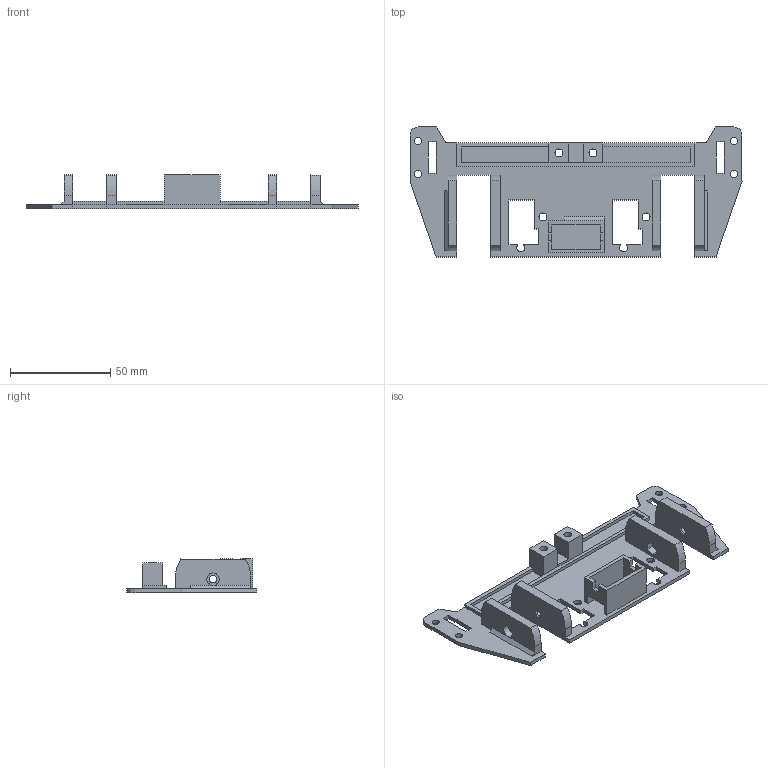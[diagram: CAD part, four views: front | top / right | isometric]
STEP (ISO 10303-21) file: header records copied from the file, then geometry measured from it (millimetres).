
FILE_DESCRIPTION(('FreeCAD Model'),'2;1');
FILE_NAME( 'frame-front.step', '2015-01-07T18:19:03',('FreeCAD'),('FreeCAD'), 'Open CASCADE STEP processor 6.7','FreeCAD','Unknown');
FILE_SCHEMA(('AUTOMOTIVE_DESIGN_CC2 { 1 2 10303 214 -1 1 5 4 }'));
Length unit declared in the file: millimetre
Products named in the file (1): wheel-reinforcement-2
Bounding box: 166 x 65 x 17 mm (x, y, z)
Volume: 28899.3 mm3; surface area: 25221.4 mm2
Topology: 1 solids, 1 shells, 143 faces, 418 edges, 278 vertices
Faces by surface type: plane 117, cylinder 26
Full cylindrical faces by diameter (mm): 3.6 x4, 3.76 x4, 4 x4, 6.2 x2
Entity records: 10213 total; most frequent: CARTESIAN_POINT 1980, DIRECTION 1460, LINE 1024, VECTOR 1024, ORIENTED_EDGE 836, PCURVE 836, DEFINITIONAL_REPRESENTATION 836, EDGE_CURVE 418
